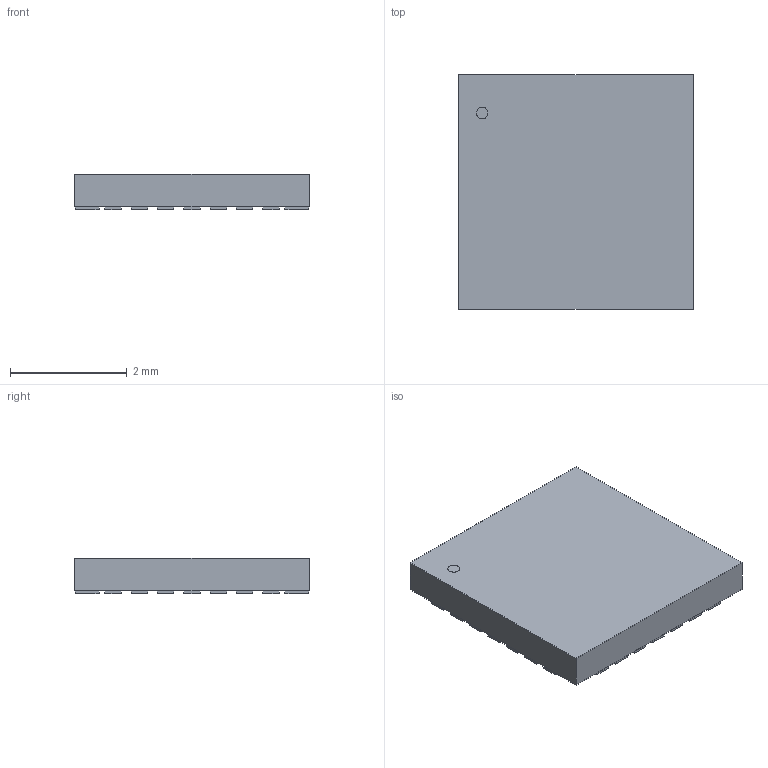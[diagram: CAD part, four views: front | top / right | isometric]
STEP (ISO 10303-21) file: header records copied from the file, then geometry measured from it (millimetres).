
FILE_DESCRIPTION(('STEP AP214'),'1');
FILE_NAME('QFN28_4X4_CIR','2025-11-06T05:08:12',(''),(''),'','','');
FILE_SCHEMA(('AUTOMOTIVE_DESIGN'));
Length unit declared in the file: millimetre
Products named in the file (1): product
Bounding box: 4.01 x 4.01 x 0.61 mm (x, y, z)
Volume: 9.2 mm3; surface area: 49.6 mm2
Topology: 30 solids, 30 shells, 177 faces, 351 edges, 234 vertices
Faces by surface type: plane 176, cylinder 1
Full cylindrical faces by diameter (mm): 0.201 x1
Entity records: 4405 total; most frequent: DIRECTION 710, ORIENTED_EDGE 700, CARTESIAN_POINT 415, EDGE_CURVE 350, LINE 348, VECTOR 348, VERTEX_POINT 234, AXIS2_PLACEMENT_3D 181
